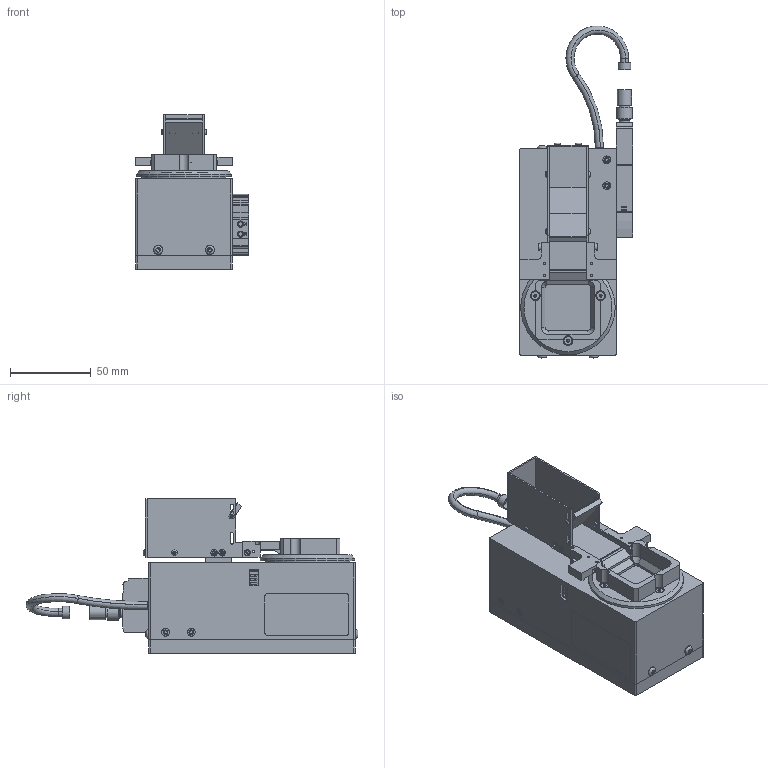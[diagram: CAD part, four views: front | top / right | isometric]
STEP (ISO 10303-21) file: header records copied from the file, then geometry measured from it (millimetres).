
FILE_DESCRIPTION(/* description */ (''),/* implementation_level */ '2;1');
FILE_NAME(/* name */ 'UniFeed 812_Fixation dessous.stp',/* time_stamp */ '2021-03-03T13:46:05+01:00',/* author */ ('MIemmola'),/* organization */ (''),/* preprocessor_version */ 'ST-DEVELOPER v18.1',/* originating_system */ 'Autodesk Inventor 2021',/* authorisation */ '');
FILE_SCHEMA (('AUTOMOTIVE_DESIGN { 1 0 10303 214 3 1 1 }'));
Products named in the file (3): UniFeed 812_Fixation dessous; 7351000_enveloppe_02_Shrinkwrap_1; 7351000_enveloppe_03_Shrinkwrap_1
Assembly tree (2 placements, depth 2):
  UniFeed 812_Fixation dessous
    7351000_enveloppe_02_Shrinkwrap_1
    7351000_enveloppe_03_Shrinkwrap_1
Bounding box: 70.05 x 205.54 x 95.74 mm (x, y, z)
Volume: 202010.5 mm3; surface area: 151934.6 mm2
Topology: 89 solids, 89 shells, 4497 faces, 11858 edges, 7730 vertices
Faces by surface type: plane 2794, cylinder 1166, bspline 166, cone 164, sphere 133, torus 74
Full cylindrical faces by diameter (mm): 0.35 x67, 0.4 x2, 0.5 x2, 0.508 x9, 0.6 x2, 0.7 x8, 0.75 x20, 0.8 x9, 0.813 x9, 1 x9, 1.016 x2, 1.15 x9, 1.25 x9, 1.5 x2, 1.567 x14, 2 x14, 2.113 x2, 2.2 x6, 2.459 x23, 2.5 x9, 2.6 x5, 2.8 x2, 3 x17, 3.242 x8, 3.3 x5, 3.4 x3, 3.5 x10, 3.6 x4, 3.708 x3, 3.8 x2
Entity records: 151939 total; most frequent: CARTESIAN_POINT 34225, ORIENTED_EDGE 23558, DIRECTION 23088, EDGE_CURVE 11779, LINE 7992, VECTOR 7992, VERTEX_POINT 7730, AXIS2_PLACEMENT_3D 7548
